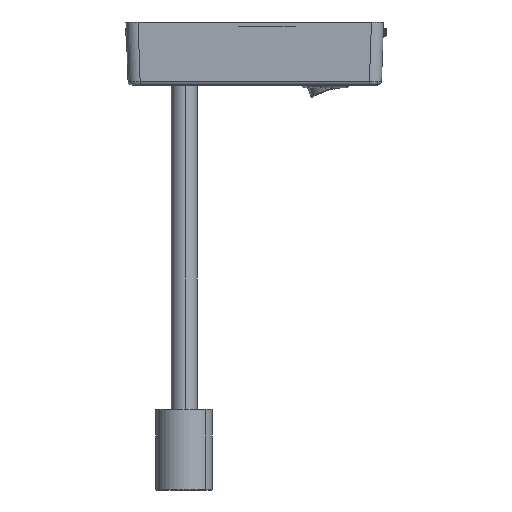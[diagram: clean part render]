
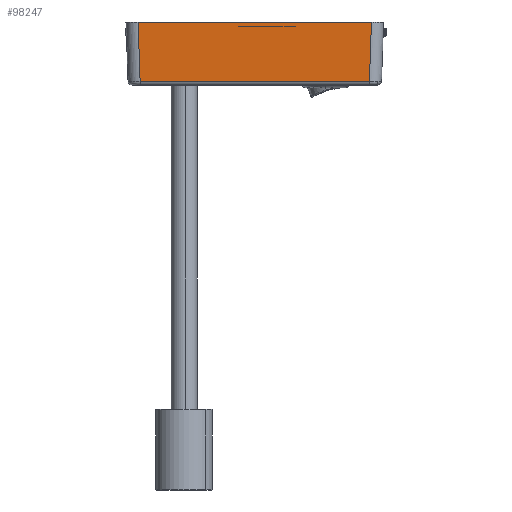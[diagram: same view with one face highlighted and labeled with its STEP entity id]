
A CAD part, front view. The second image highlights one B-rep face of the part: STEP entity #98247.
In plain terms, the highlighted planar face has unit normal (0, -0.999, -0.035).
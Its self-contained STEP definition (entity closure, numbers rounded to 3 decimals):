
#12292 = VECTOR ( 'NONE', #119436, 1000. ) ;
#13209 = VERTEX_POINT ( 'NONE', #105610 ) ;
#13444 = LINE ( 'NONE', #88184, #90708 ) ;
#15127 = VECTOR ( 'NONE', #122822, 1000. ) ;
#16951 = LINE ( 'NONE', #48941, #12292 ) ;
#21700 = EDGE_CURVE ( 'NONE', #81351, #68684, #101869, .T. ) ;
#27112 = CARTESIAN_POINT ( 'NONE',  ( 23.303, -27.032, -13.57 ) ) ;
#27526 = EDGE_LOOP ( 'NONE', ( #108260, #41162, #67992, #119462 ) ) ;
#31163 = CARTESIAN_POINT ( 'NONE',  ( 60.501, -27.032, -13.57 ) ) ;
#41162 = ORIENTED_EDGE ( 'NONE', *, *, #21700, .T. ) ;
#46547 = FACE_OUTER_BOUND ( 'NONE', #27526, .T. ) ;
#47143 = EDGE_CURVE ( 'NONE', #101741, #13209, #13444, .T. ) ;
#48362 = VECTOR ( 'NONE', #55281, 1000. ) ;
#48941 = CARTESIAN_POINT ( 'NONE',  ( 24.334, -28.063, 15.959 ) ) ;
#55281 = DIRECTION ( 'NONE',  ( 0.035, 0.035, -0.999 ) ) ;
#57184 = CARTESIAN_POINT ( 'NONE',  ( -90.339, -27.032, -13.57 ) ) ;
#65449 = PLANE ( 'NONE',  #72091 ) ;
#67992 = ORIENTED_EDGE ( 'NONE', *, *, #96449, .T. ) ;
#68684 = VERTEX_POINT ( 'NONE', #27112 ) ;
#69280 = EDGE_CURVE ( 'NONE', #13209, #81351, #103562, .T. ) ;
#72091 = AXIS2_PLACEMENT_3D ( 'NONE', #83956, #125318, #103800 ) ;
#81351 = VERTEX_POINT ( 'NONE', #57184 ) ;
#83956 = CARTESIAN_POINT ( 'NONE',  ( 60.501, -28.056, 15.75 ) ) ;
#85077 = CARTESIAN_POINT ( 'NONE',  ( 24.327, -28.056, 15.75 ) ) ;
#88184 = CARTESIAN_POINT ( 'NONE',  ( 60.501, -28.056, 15.75 ) ) ;
#90708 = VECTOR ( 'NONE', #108013, 1000. ) ;
#96449 = EDGE_CURVE ( 'NONE', #68684, #101741, #16951, .T. ) ;
#98247 = ADVANCED_FACE ( 'NONE', ( #46547 ), #65449, .F. ) ;
#101741 = VERTEX_POINT ( 'NONE', #85077 ) ;
#101869 = LINE ( 'NONE', #31163, #15127 ) ;
#103562 = LINE ( 'NONE', #105549, #48362 ) ;
#103800 = DIRECTION ( 'NONE',  ( 0., -0.035, 0.999 ) ) ;
#105549 = CARTESIAN_POINT ( 'NONE',  ( -91.178, -27.871, 10.46 ) ) ;
#105610 = CARTESIAN_POINT ( 'NONE',  ( -91.363, -28.056, 15.75 ) ) ;
#108013 = DIRECTION ( 'NONE',  ( -1., 0., 0. ) ) ;
#108260 = ORIENTED_EDGE ( 'NONE', *, *, #69280, .T. ) ;
#119436 = DIRECTION ( 'NONE',  ( 0.035, -0.035, 0.999 ) ) ;
#119462 = ORIENTED_EDGE ( 'NONE', *, *, #47143, .T. ) ;
#122822 = DIRECTION ( 'NONE',  ( 1., 0., 0. ) ) ;
#125318 = DIRECTION ( 'NONE',  ( 0., 0.999, 0.035 ) ) ;
